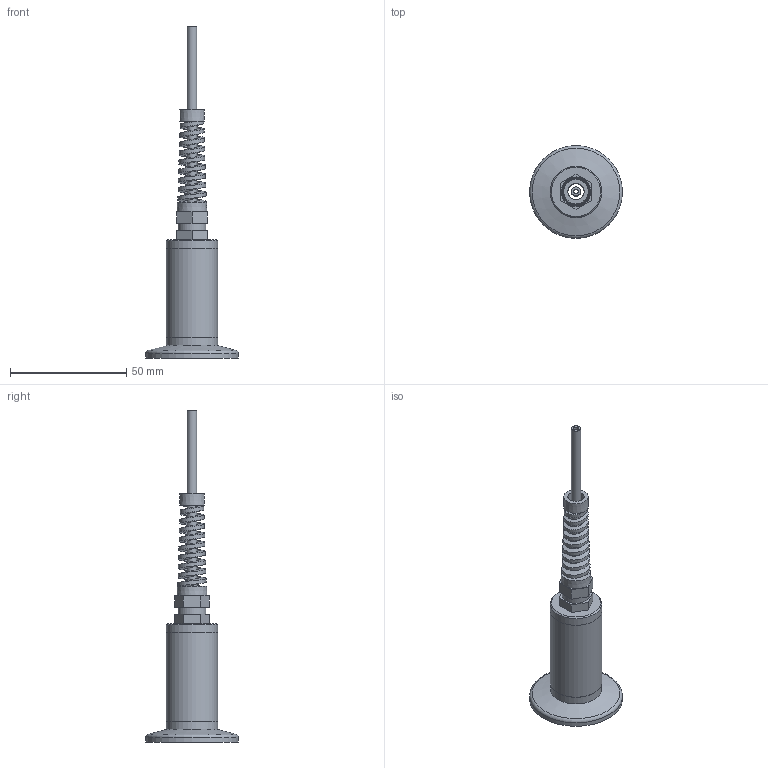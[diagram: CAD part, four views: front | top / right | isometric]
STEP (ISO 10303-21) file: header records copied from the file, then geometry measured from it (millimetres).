
FILE_DESCRIPTION((''),'2;1');
FILE_NAME('T-P_Flange.stp','2015-06-16T16:29:00',('uj23342'),(''),'Autodesk Inventor 2010','Autodesk Inventor 2010','');
FILE_SCHEMA(('CONFIG_CONTROL_DESIGN'));
Length unit declared in the file: millimetre
Products named in the file (1): T-P_Flange
Bounding box: 40 x 40 x 143 mm (x, y, z)
Volume: 15468.7 mm3; surface area: 16245.7 mm2
Topology: 5 solids, 5 shells, 65 faces, 141 edges, 94 vertices
Faces by surface type: plane 32, cylinder 25, cone 4, bspline 3, torus 1
Full cylindrical faces by diameter (mm): 2 x1, 4 x1, 7 x10, 8.566 x1, 10.376 x1, 12 x2, 15 x1, 18 x1, 18.917 x1, 20 x1, 22 x1, 22.2 x2, 26.2 x1, 40 x1
Entity records: 3979 total; most frequent: CARTESIAN_POINT 2814, DIRECTION 226, ORIENTED_EDGE 172, EDGE_LOOP 98, AXIS2_PLACEMENT_3D 95, EDGE_CURVE 86, VERTEX_POINT 70, FACE_OUTER_BOUND 56
